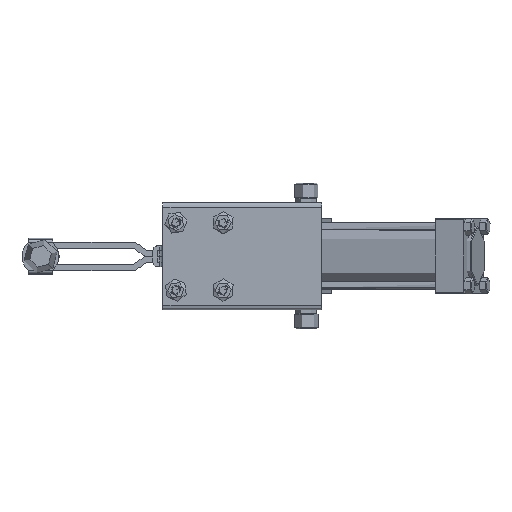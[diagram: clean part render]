
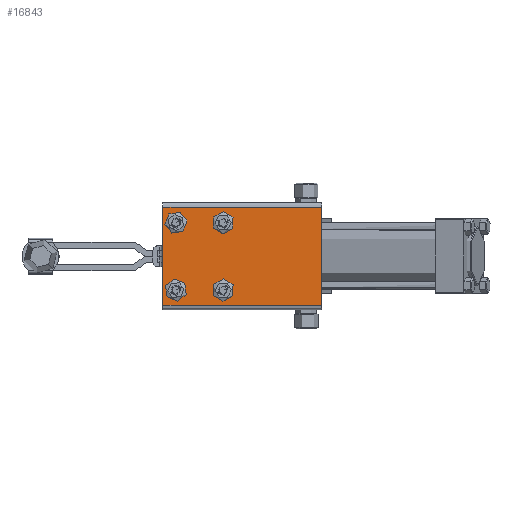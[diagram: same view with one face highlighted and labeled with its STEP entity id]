
A CAD part, front view. The second image highlights one B-rep face of the part: STEP entity #16843.
In plain terms, the highlighted planar face has unit normal (0, -1, 0).
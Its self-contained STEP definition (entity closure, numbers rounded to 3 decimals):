
#768 = ORIENTED_EDGE ( 'NONE', *, *, #4758, .F. ) ;
#786 = CIRCLE ( 'NONE', #48424, 4.35 ) ;
#942 = VERTEX_POINT ( 'NONE', #43922 ) ;
#1533 = ORIENTED_EDGE ( 'NONE', *, *, #61607, .T. ) ;
#1755 = CARTESIAN_POINT ( 'NONE',  ( -83.439, -65.04, 13.35 ) ) ;
#2058 = VECTOR ( 'NONE', #11233, 1000. ) ;
#2376 = CARTESIAN_POINT ( 'NONE',  ( -96.489, -65.04, 69. ) ) ;
#2392 = AXIS2_PLACEMENT_3D ( 'NONE', #12813, #54004, #18755 ) ;
#2414 = VECTOR ( 'NONE', #6158, 1000. ) ;
#2534 = EDGE_CURVE ( 'NONE', #59613, #34835, #786, .T. ) ;
#2586 = DIRECTION ( 'NONE',  ( 0., 0., 1. ) ) ;
#3040 = DIRECTION ( 'NONE',  ( 0., 0., -1. ) ) ;
#3187 = DIRECTION ( 'NONE',  ( 0., 1., 0. ) ) ;
#3983 = FACE_BOUND ( 'NONE', #69351, .T. ) ;
#4079 = VECTOR ( 'NONE', #16483, 1000. ) ;
#4224 = VERTEX_POINT ( 'NONE', #73170 ) ;
#4308 = DIRECTION ( 'NONE',  ( 0., 0., 1. ) ) ;
#4758 = EDGE_CURVE ( 'NONE', #51726, #942, #42140, .T. ) ;
#4883 = ORIENTED_EDGE ( 'NONE', *, *, #28911, .T. ) ;
#5630 = VERTEX_POINT ( 'NONE', #63703 ) ;
#5810 = FACE_BOUND ( 'NONE', #50251, .T. ) ;
#5908 = LINE ( 'NONE', #10531, #4079 ) ;
#6158 = DIRECTION ( 'NONE',  ( -1., 0., 0. ) ) ;
#7042 = VECTOR ( 'NONE', #3040, 1000. ) ;
#8323 = CARTESIAN_POINT ( 'NONE',  ( -55.989, -65.04, 58.65 ) ) ;
#8413 = AXIS2_PLACEMENT_3D ( 'NONE', #10407, #51608, #16350 ) ;
#8445 = EDGE_LOOP ( 'NONE', ( #74796, #35095 ) ) ;
#8477 = DIRECTION ( 'NONE',  ( 0., 1., 0. ) ) ;
#9316 = CARTESIAN_POINT ( 'NONE',  ( -83.439, -65.04, 58.65 ) ) ;
#10069 = EDGE_CURVE ( 'NONE', #26561, #942, #19572, .T. ) ;
#10407 = CARTESIAN_POINT ( 'NONE',  ( -55.989, -65.04, 13.35 ) ) ;
#10531 = CARTESIAN_POINT ( 'NONE',  ( -96.489, -65.04, 72. ) ) ;
#11233 = DIRECTION ( 'NONE',  ( 1., 0., 0. ) ) ;
#11284 = CARTESIAN_POINT ( 'NONE',  ( -60.339, -65.04, 58.65 ) ) ;
#12790 = EDGE_CURVE ( 'NONE', #5630, #64775, #41225, .T. ) ;
#12813 = CARTESIAN_POINT ( 'NONE',  ( -87.789, -65.04, 13.35 ) ) ;
#14262 = DIRECTION ( 'NONE',  ( 0., 0., 1. ) ) ;
#14691 = DIRECTION ( 'NONE',  ( 0., 1., 0. ) ) ;
#16350 = DIRECTION ( 'NONE',  ( 0., 0., 1. ) ) ;
#16378 = ORIENTED_EDGE ( 'NONE', *, *, #48631, .T. ) ;
#16483 = DIRECTION ( 'NONE',  ( 0., 0., -1. ) ) ;
#16843 = ADVANCED_FACE ( 'NONE', ( #50963, #5810, #19701, #3983, #64822 ), #55362, .F. ) ;
#17177 = CARTESIAN_POINT ( 'NONE',  ( 10.311, -65.04, 3. ) ) ;
#17283 = CARTESIAN_POINT ( 'NONE',  ( -87.789, -65.04, 13.35 ) ) ;
#18076 = LINE ( 'NONE', #29677, #2414 ) ;
#18461 = CIRCLE ( 'NONE', #8413, 4.35 ) ;
#18517 = VERTEX_POINT ( 'NONE', #11284 ) ;
#18755 = DIRECTION ( 'NONE',  ( 0., 0., 1. ) ) ;
#19572 = LINE ( 'NONE', #17177, #2058 ) ;
#19701 = FACE_BOUND ( 'NONE', #8445, .T. ) ;
#20591 = CARTESIAN_POINT ( 'NONE',  ( -51.639, -65.04, 13.35 ) ) ;
#21937 = EDGE_LOOP ( 'NONE', ( #4883, #61651, #768, #23565 ) ) ;
#22348 = EDGE_CURVE ( 'NONE', #28769, #35262, #38682, .T. ) ;
#22840 = CIRCLE ( 'NONE', #39641, 4.35 ) ;
#23234 = DIRECTION ( 'NONE',  ( 0., 0., 1. ) ) ;
#23565 = ORIENTED_EDGE ( 'NONE', *, *, #27129, .T. ) ;
#24931 = AXIS2_PLACEMENT_3D ( 'NONE', #73177, #37947, #2586 ) ;
#26561 = VERTEX_POINT ( 'NONE', #48507 ) ;
#27129 = EDGE_CURVE ( 'NONE', #51726, #71986, #18076, .T. ) ;
#28144 = ORIENTED_EDGE ( 'NONE', *, *, #22348, .T. ) ;
#28769 = VERTEX_POINT ( 'NONE', #50712 ) ;
#28911 = EDGE_CURVE ( 'NONE', #71986, #26561, #5908, .T. ) ;
#29677 = CARTESIAN_POINT ( 'NONE',  ( -96.489, -65.04, 69. ) ) ;
#31259 = EDGE_CURVE ( 'NONE', #18517, #4224, #38105, .T. ) ;
#34835 = VERTEX_POINT ( 'NONE', #69258 ) ;
#35095 = ORIENTED_EDGE ( 'NONE', *, *, #2534, .T. ) ;
#35151 = ORIENTED_EDGE ( 'NONE', *, *, #31259, .T. ) ;
#35262 = VERTEX_POINT ( 'NONE', #1755 ) ;
#35609 = EDGE_CURVE ( 'NONE', #34835, #59613, #18461, .T. ) ;
#37947 = DIRECTION ( 'NONE',  ( 0., 1., 0. ) ) ;
#38105 = CIRCLE ( 'NONE', #57607, 4.35 ) ;
#38415 = CARTESIAN_POINT ( 'NONE',  ( 10.311, -65.04, 72. ) ) ;
#38562 = CARTESIAN_POINT ( 'NONE',  ( -87.789, -65.04, 58.65 ) ) ;
#38682 = CIRCLE ( 'NONE', #2392, 4.35 ) ;
#39641 = AXIS2_PLACEMENT_3D ( 'NONE', #74907, #39680, #4308 ) ;
#39680 = DIRECTION ( 'NONE',  ( 0., 1., 0. ) ) ;
#41225 = CIRCLE ( 'NONE', #55288, 4.35 ) ;
#41690 = AXIS2_PLACEMENT_3D ( 'NONE', #43831, #8477, #49693 ) ;
#42140 = LINE ( 'NONE', #38415, #7042 ) ;
#43831 = CARTESIAN_POINT ( 'NONE',  ( 10.311, -65.04, 72. ) ) ;
#43922 = CARTESIAN_POINT ( 'NONE',  ( 10.311, -65.04, 3. ) ) ;
#44099 = CIRCLE ( 'NONE', #24931, 4.35 ) ;
#44429 = DIRECTION ( 'NONE',  ( 0., 0., 1. ) ) ;
#48424 = AXIS2_PLACEMENT_3D ( 'NONE', #49962, #14691, #55899 ) ;
#48507 = CARTESIAN_POINT ( 'NONE',  ( -96.489, -65.04, 3. ) ) ;
#48631 = EDGE_CURVE ( 'NONE', #4224, #18517, #22840, .T. ) ;
#49552 = DIRECTION ( 'NONE',  ( 0., 1., 0. ) ) ;
#49693 = DIRECTION ( 'NONE',  ( 0., 0., 1. ) ) ;
#49962 = CARTESIAN_POINT ( 'NONE',  ( -55.989, -65.04, 13.35 ) ) ;
#50010 = EDGE_CURVE ( 'NONE', #35262, #28769, #72530, .T. ) ;
#50251 = EDGE_LOOP ( 'NONE', ( #35151, #16378 ) ) ;
#50712 = CARTESIAN_POINT ( 'NONE',  ( -92.139, -65.04, 13.35 ) ) ;
#50963 = FACE_BOUND ( 'NONE', #58811, .T. ) ;
#51608 = DIRECTION ( 'NONE',  ( 0., 1., 0. ) ) ;
#51726 = VERTEX_POINT ( 'NONE', #56913 ) ;
#53487 = ORIENTED_EDGE ( 'NONE', *, *, #50010, .T. ) ;
#54004 = DIRECTION ( 'NONE',  ( 0., 1., 0. ) ) ;
#55288 = AXIS2_PLACEMENT_3D ( 'NONE', #38562, #3187, #44429 ) ;
#55362 = PLANE ( 'NONE',  #41690 ) ;
#55899 = DIRECTION ( 'NONE',  ( 0., 0., 1. ) ) ;
#56913 = CARTESIAN_POINT ( 'NONE',  ( 10.311, -65.04, 69. ) ) ;
#57607 = AXIS2_PLACEMENT_3D ( 'NONE', #8323, #49552, #14262 ) ;
#58488 = DIRECTION ( 'NONE',  ( 0., 1., 0. ) ) ;
#58811 = EDGE_LOOP ( 'NONE', ( #65335, #1533 ) ) ;
#59613 = VERTEX_POINT ( 'NONE', #20591 ) ;
#61607 = EDGE_CURVE ( 'NONE', #64775, #5630, #44099, .T. ) ;
#61651 = ORIENTED_EDGE ( 'NONE', *, *, #10069, .T. ) ;
#63703 = CARTESIAN_POINT ( 'NONE',  ( -92.139, -65.04, 58.65 ) ) ;
#64775 = VERTEX_POINT ( 'NONE', #9316 ) ;
#64822 = FACE_OUTER_BOUND ( 'NONE', #21937, .T. ) ;
#65335 = ORIENTED_EDGE ( 'NONE', *, *, #12790, .T. ) ;
#69258 = CARTESIAN_POINT ( 'NONE',  ( -60.339, -65.04, 13.35 ) ) ;
#69351 = EDGE_LOOP ( 'NONE', ( #28144, #53487 ) ) ;
#71986 = VERTEX_POINT ( 'NONE', #2376 ) ;
#72530 = CIRCLE ( 'NONE', #74672, 4.35 ) ;
#73170 = CARTESIAN_POINT ( 'NONE',  ( -51.639, -65.04, 58.65 ) ) ;
#73177 = CARTESIAN_POINT ( 'NONE',  ( -87.789, -65.04, 58.65 ) ) ;
#74672 = AXIS2_PLACEMENT_3D ( 'NONE', #17283, #58488, #23234 ) ;
#74796 = ORIENTED_EDGE ( 'NONE', *, *, #35609, .T. ) ;
#74907 = CARTESIAN_POINT ( 'NONE',  ( -55.989, -65.04, 58.65 ) ) ;
